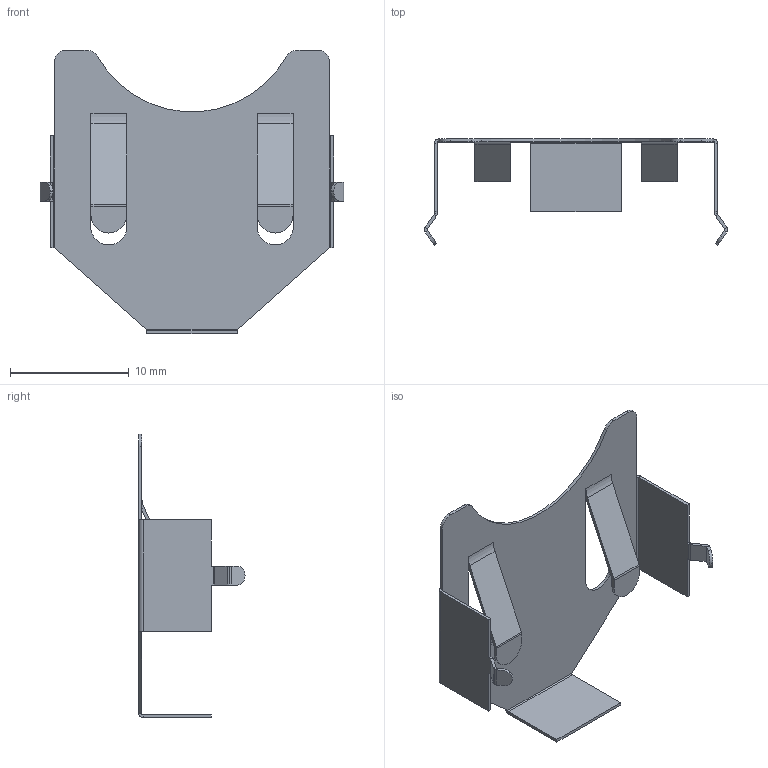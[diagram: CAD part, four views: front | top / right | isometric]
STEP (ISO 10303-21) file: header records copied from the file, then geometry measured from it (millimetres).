
FILE_DESCRIPTION (( 'STEP AP214' ), '1' );
FILE_NAME ('BK-881.STEP', '2019-10-13T22:35:31', ( '' ), ( '' ), 'SwSTEP 2.0', 'SolidWorks 2017', '' );
FILE_SCHEMA (( 'AUTOMOTIVE_DESIGN' ));
Length unit declared in the file: millimetre
Products named in the file (1): BK-881
Bounding box: 25.5 x 8.93 x 23.85 mm (x, y, z)
Volume: 149.3 mm3; surface area: 1251.7 mm2
Topology: 1 solids, 1 shells, 132 faces, 302 edges, 172 vertices
Faces by surface type: plane 91, cylinder 41
Entity records: 3646 total; most frequent: DIRECTION 650, CARTESIAN_POINT 607, ORIENTED_EDGE 604, EDGE_CURVE 302, VECTOR 220, LINE 220, AXIS2_PLACEMENT_3D 215, VERTEX_POINT 172
